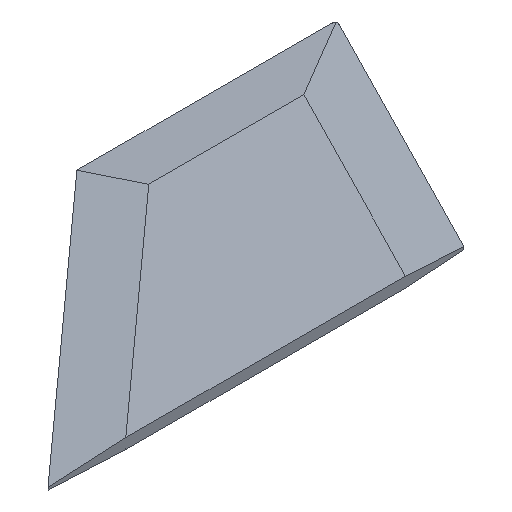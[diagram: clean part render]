
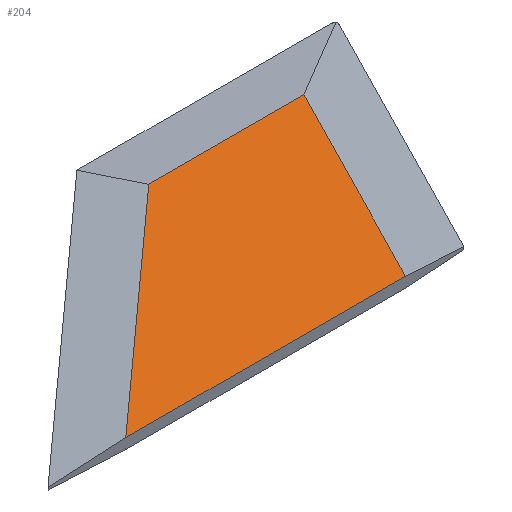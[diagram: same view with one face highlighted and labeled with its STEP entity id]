
A CAD part, isometric view. The second image highlights one B-rep face of the part: STEP entity #204.
In plain terms, the highlighted planar face has unit normal (0, 0, 1).
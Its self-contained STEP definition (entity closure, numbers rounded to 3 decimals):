
#1 = DIRECTION ( 'NONE',  ( 0.455, 0.891, 0. ) ) ;
#24 = VERTEX_POINT ( 'NONE', #175 ) ;
#71 = EDGE_CURVE ( 'NONE', #276, #24, #300, .T. ) ;
#80 = AXIS2_PLACEMENT_3D ( 'NONE', #351, #92, #236 ) ;
#92 = DIRECTION ( 'NONE',  ( 0., 0., 1. ) ) ;
#128 = EDGE_CURVE ( 'NONE', #290, #276, #225, .T. ) ;
#145 = ORIENTED_EDGE ( 'NONE', *, *, #128, .T. ) ;
#146 = VECTOR ( 'NONE', #439, 1000. ) ;
#160 = VECTOR ( 'NONE', #304, 1000. ) ;
#174 = LINE ( 'NONE', #314, #365 ) ;
#175 = CARTESIAN_POINT ( 'NONE',  ( 14.945, 0., 1. ) ) ;
#180 = CARTESIAN_POINT ( 'NONE',  ( 68.772, 0., 1. ) ) ;
#200 = FACE_OUTER_BOUND ( 'NONE', #279, .T. ) ;
#201 = ORIENTED_EDGE ( 'NONE', *, *, #336, .T. ) ;
#204 = ADVANCED_FACE ( 'NONE', ( #200 ), #310, .T. ) ;
#216 = CARTESIAN_POINT ( 'NONE',  ( 59.369, 40., 1. ) ) ;
#225 = LINE ( 'NONE', #298, #146 ) ;
#236 = DIRECTION ( 'NONE',  ( 1., 0., 0. ) ) ;
#248 = LINE ( 'NONE', #252, #425 ) ;
#252 = CARTESIAN_POINT ( 'NONE',  ( 96.624, 54.548, 1. ) ) ;
#276 = VERTEX_POINT ( 'NONE', #216 ) ;
#277 = EDGE_CURVE ( 'NONE', #24, #326, #174, .T. ) ;
#279 = EDGE_LOOP ( 'NONE', ( #145, #396, #348, #201 ) ) ;
#290 = VERTEX_POINT ( 'NONE', #387 ) ;
#298 = CARTESIAN_POINT ( 'NONE',  ( 55.531, 40., 1. ) ) ;
#300 = LINE ( 'NONE', #366, #160 ) ;
#304 = DIRECTION ( 'NONE',  ( -0.743, -0.669, 0. ) ) ;
#310 = PLANE ( 'NONE',  #80 ) ;
#314 = CARTESIAN_POINT ( 'NONE',  ( 0., 0., 1. ) ) ;
#326 = VERTEX_POINT ( 'NONE', #180 ) ;
#336 = EDGE_CURVE ( 'NONE', #326, #290, #248, .T. ) ;
#348 = ORIENTED_EDGE ( 'NONE', *, *, #277, .T. ) ;
#351 = CARTESIAN_POINT ( 'NONE',  ( 0., 0., 1. ) ) ;
#363 = DIRECTION ( 'NONE',  ( 1., 0., 0. ) ) ;
#365 = VECTOR ( 'NONE', #363, 1000. ) ;
#366 = CARTESIAN_POINT ( 'NONE',  ( 6.691, -7.431, 1. ) ) ;
#387 = CARTESIAN_POINT ( 'NONE',  ( 89.196, 40., 1. ) ) ;
#396 = ORIENTED_EDGE ( 'NONE', *, *, #71, .T. ) ;
#425 = VECTOR ( 'NONE', #1, 1000. ) ;
#439 = DIRECTION ( 'NONE',  ( -1., 0., 0. ) ) ;
